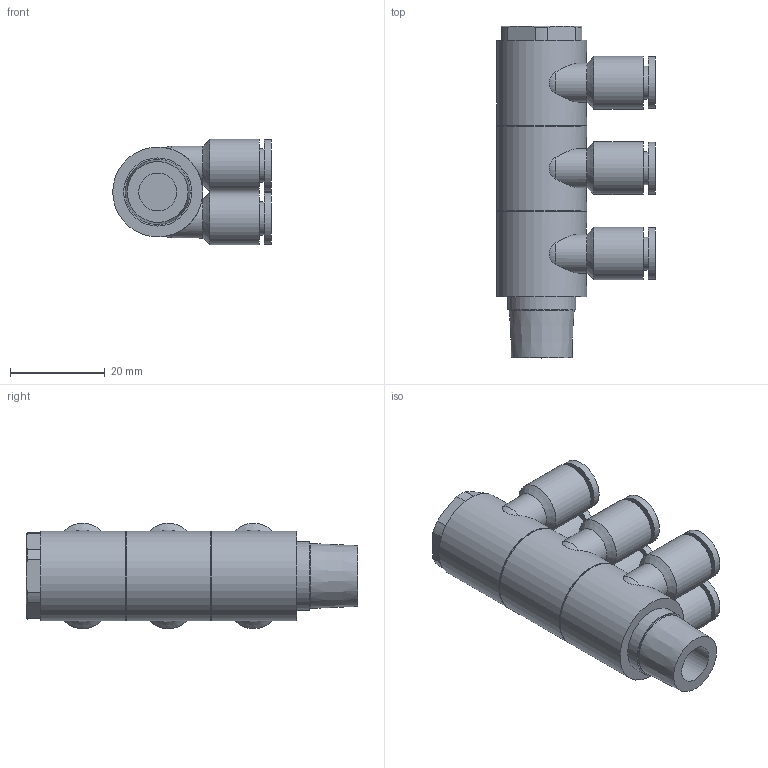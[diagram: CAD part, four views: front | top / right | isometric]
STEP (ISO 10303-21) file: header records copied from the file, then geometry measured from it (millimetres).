
FILE_DESCRIPTION(/* description */ ('Unknown'),/* implementation_level */ '2;1');
FILE_NAME(/* name */ 'P34.06.1;4',/* time_stamp */ '2019-02-12T09:08:13-05:00',/* author */ ('Unknown'),/* organization */ ('Unknown'),/* preprocessor_version */ 'ST-DEVELOPER v16.7',/* originating_system */ 'DEX',/* authorisation */ $);
FILE_SCHEMA (('AUTOMOTIVE_DESIGN {1 0 10303 214 3 1 1}'));
Length unit declared in the file: millimetre
Products named in the file (1): P34.06.1;4
Bounding box: 33.5 x 70.15 x 22.3 mm (x, y, z)
Volume: 25036.3 mm3; surface area: 9670.2 mm2
Topology: 1 solids, 1 shells, 103 faces, 196 edges, 127 vertices
Faces by surface type: cylinder 44, plane 40, cone 13, torus 6
Full cylindrical faces by diameter (mm): 6 x6, 7 x6, 8 x1, 8.25 x6, 10.9 x6, 11.1 x6, 13.716 x1, 14.4 x1, 18.8 x2, 19 x3
Entity records: 3131 total; most frequent: CARTESIAN_POINT 522, DIRECTION 416, ORIENTED_EDGE 274, AXIS2_PLACEMENT_3D 199, EDGE_LOOP 180, FACE_BOUND 180, EDGE_CURVE 137, VERTEX_POINT 113
